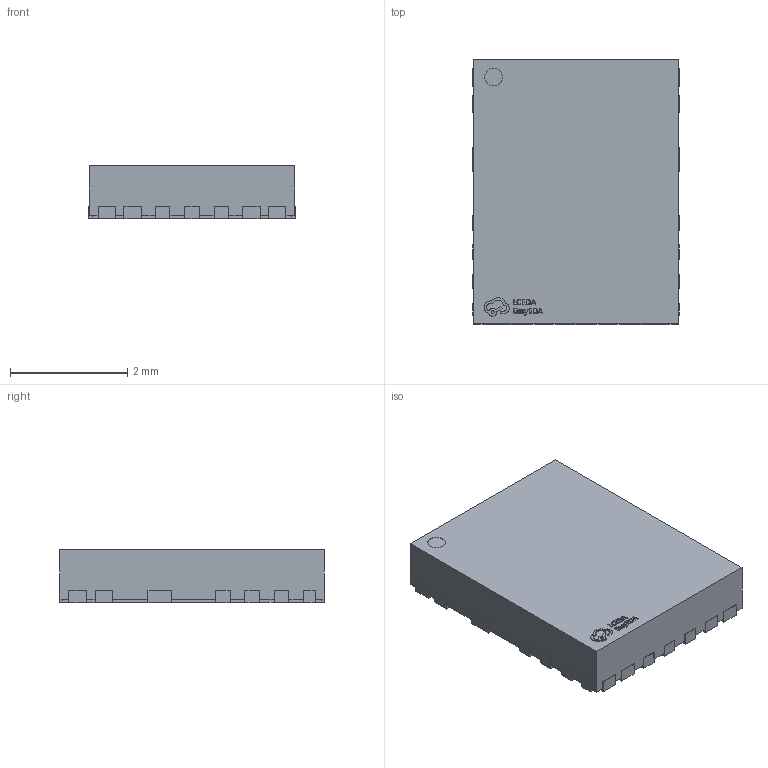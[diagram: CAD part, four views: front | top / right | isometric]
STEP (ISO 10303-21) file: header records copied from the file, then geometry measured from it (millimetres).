
FILE_DESCRIPTION (( 'STEP AP214' ), '1' );
FILE_NAME ('VQFN-16_L4.5-W3.5-P0.50-TL_TI_RPH.STEP', '2024-05-06T14:12:43', ( '' ), ( '' ), 'SwSTEP 2.0', 'SolidWorks 2020', '' );
FILE_SCHEMA (( 'AUTOMOTIVE_DESIGN' ));
Length unit declared in the file: millimetre
Products named in the file (1): VQFN-16_L4.5-W3.5-P0.50-TL_TI_RPH
Bounding box: 3.52 x 4.52 x 0.92 mm (x, y, z)
Volume: 14.2 mm3; surface area: 46.8 mm2
Topology: 1 solids, 1 shells, 447 faces, 1269 edges, 846 vertices
Faces by surface type: plane 347, bspline 98, cylinder 2
Entity records: 19770 total; most frequent: CARTESIAN_POINT 3869, ORIENTED_EDGE 2538, DIRECTION 1773, EDGE_CURVE 1269, VECTOR 1065, LINE 1065, VERTEX_POINT 846, EDGE_LOOP 469
